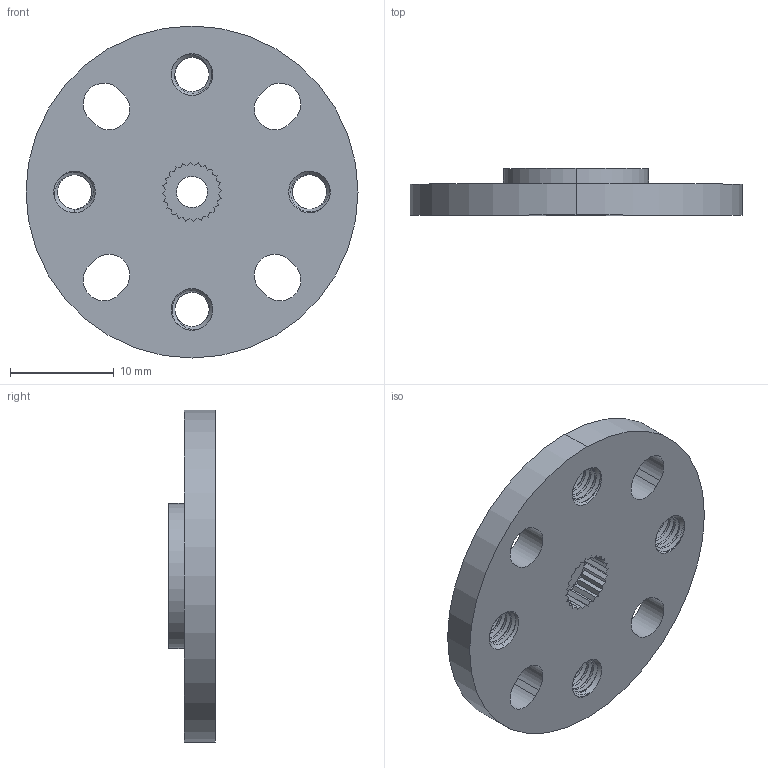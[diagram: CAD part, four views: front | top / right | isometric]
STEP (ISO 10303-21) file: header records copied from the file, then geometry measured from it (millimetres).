
FILE_DESCRIPTION (( 'STEP AP203' ), '1' );
FILE_NAME ('1906-0024-0032.STEP', '2018-08-07T14:33:50', ( '' ), ( '' ), 'SwSTEP 2.0', 'SolidWorks 2016', '' );
FILE_SCHEMA (( 'CONFIG_CONTROL_DESIGN' ));
Length unit declared in the file: millimetre
Products named in the file (1): 1906-0024-0032
Bounding box: 31.98 x 4.5 x 31.98 mm (x, y, z)
Volume: 2239.9 mm3; surface area: 2226.1 mm2
Topology: 1 solids, 1 shells, 185 faces, 520 edges, 340 vertices
Faces by surface type: cylinder 92, plane 61, cone 24, bspline 8
Entity records: 15499 total; most frequent: CARTESIAN_POINT 11038, ORIENTED_EDGE 1040, DIRECTION 792, EDGE_CURVE 520, VERTEX_POINT 340, LINE 268, VECTOR 268, AXIS2_PLACEMENT_3D 262
